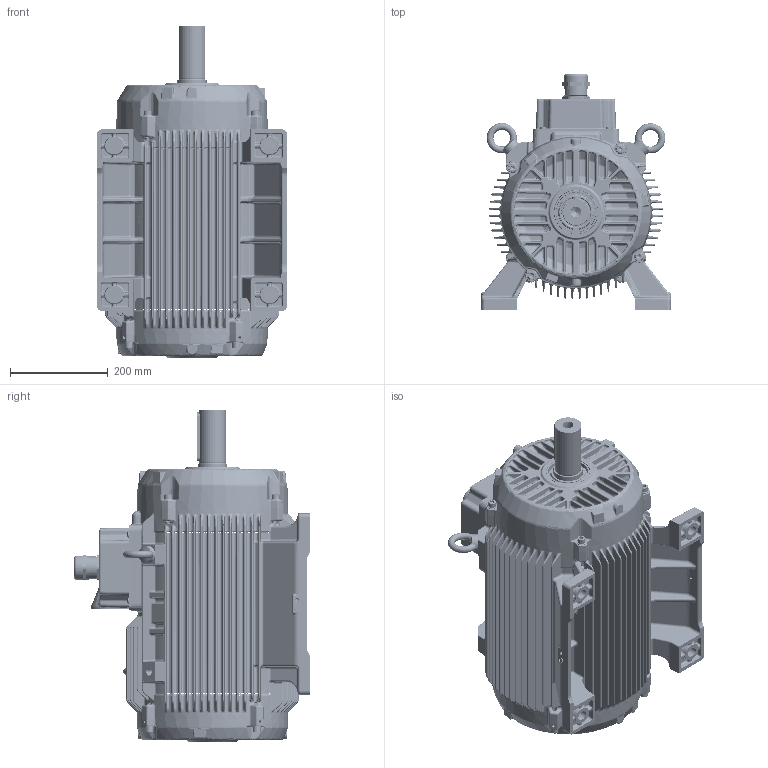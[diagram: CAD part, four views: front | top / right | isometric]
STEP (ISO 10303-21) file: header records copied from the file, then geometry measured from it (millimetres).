
FILE_DESCRIPTION(/* description */ (''),/* implementation_level */ '2;1');
FILE_NAME(/* name */ '652192601.stp',/* time_stamp */ '2023-01-24T08:38:49+03:00',/* author */ (''),/* organization */ (''),/* preprocessor_version */ 'ST-DEVELOPER v16',/* originating_system */ 'SIEMENS PLM Software NX 11.0',/* authorisation */ '');
FILE_SCHEMA (('AUTOMOTIVE_DESIGN { 1 0 10303 214 3 1 1 1 }'));
Products named in the file (1): 260381480CFDz3ku
Bounding box: 391 x 484 x 680 mm (x, y, z)
Surface area: 1952585.9 mm2 (no closed solid volume)
Topology: 0 solids, 83 shells, 6861 faces, 17877 edges, 10443 vertices
Faces by surface type: bspline 2899, cylinder 1596, plane 923, torus 658, cone 495, sphere 290
Full cylindrical faces by diameter (mm): 2.5 x2, 5 x6, 10.3 x8, 12 x4, 14 x2, 15.73 x4, 16 x4, 17.5 x1, 20 x4, 21 x1, 32 x1, 35 x2, 40 x1, 45.339 x1, 46.838 x1, 49.505 x2, 54.4 x1, 55 x1, 60 x1, 62 x1, 80 x1, 88.89 x1, 310 x1
Entity records: 265044 total; most frequent: CARTESIAN_POINT 120172, ORIENTED_EDGE 31997, DIRECTION 26545, EDGE_CURVE 17392, AXIS2_PLACEMENT_3D 11407, VERTEX_POINT 10401, EDGE_LOOP 7162, ADVANCED_FACE 6861
